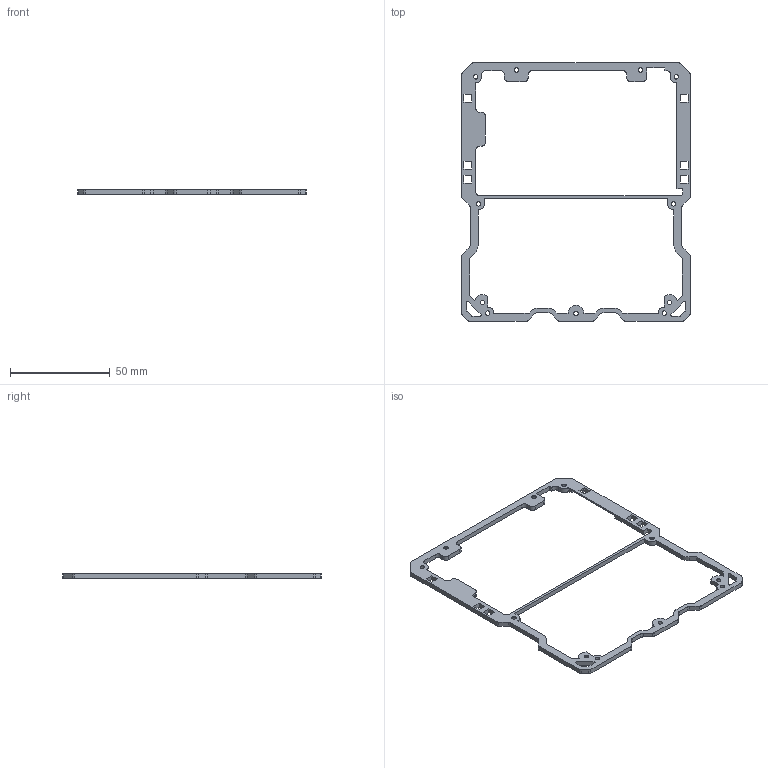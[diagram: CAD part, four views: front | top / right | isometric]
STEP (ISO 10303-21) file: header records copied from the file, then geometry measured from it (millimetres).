
FILE_DESCRIPTION(('FreeCAD Model'),'2;1');
FILE_NAME('Open CASCADE Shape Model','2025-06-01T12:58:56',(''),(''), 'Open CASCADE STEP processor 7.8','FreeCAD','Unknown');
FILE_SCHEMA(('AUTOMOTIVE_DESIGN { 1 0 10303 214 1 1 1 1 }'));
Length unit declared in the file: millimetre
Products named in the file (1): spacer
Bounding box: 115 x 130 x 2.4 mm (x, y, z)
Volume: 5959.4 mm3; surface area: 8686 mm2
Topology: 1 solids, 1 shells, 232 faces, 669 edges, 446 vertices
Faces by surface type: plane 160, cylinder 72
Full cylindrical faces by diameter (mm): 2.2 x11
Entity records: 16576 total; most frequent: CARTESIAN_POINT 3034, DIRECTION 2559, LINE 1719, VECTOR 1719, ORIENTED_EDGE 1338, PCURVE 1338, DEFINITIONAL_REPRESENTATION 1338, EDGE_CURVE 669
